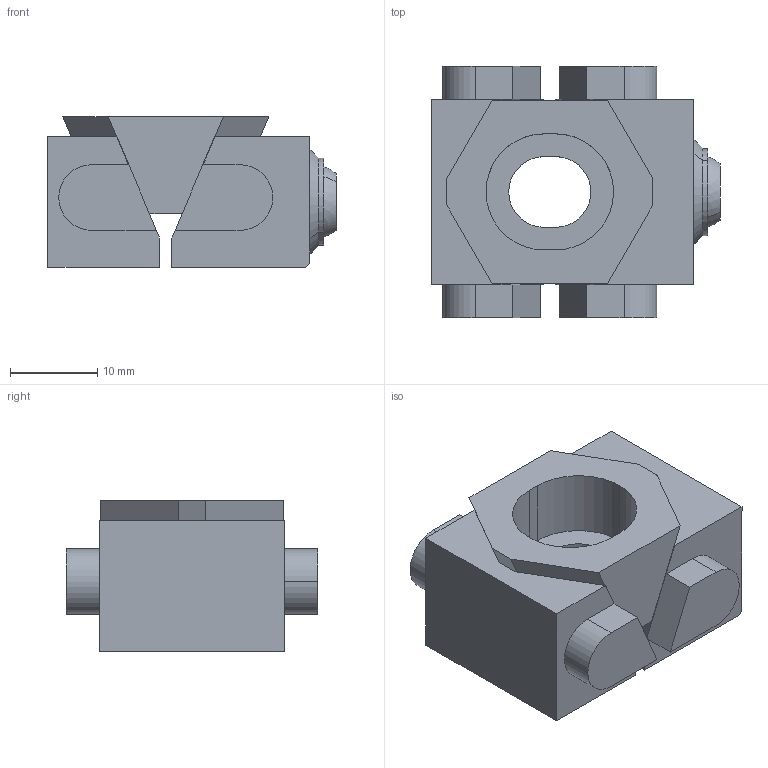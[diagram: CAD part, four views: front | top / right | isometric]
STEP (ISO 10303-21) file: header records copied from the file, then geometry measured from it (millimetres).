
FILE_DESCRIPTION (( 'STEP AP203' ), '1' );
FILE_NAME ('BK2-VT-SP.STEP', '2024-08-02T02:42:37', ( '' ), ( '' ), 'SwSTEP 2.0', 'SolidWorks 2022', '' );
FILE_SCHEMA (( 'CONFIG_CONTROL_DESIGN' ));
Length unit declared in the file: millimetre
Products named in the file (4): BK2-VT-SP_02; BK2-VT-SP; BK2-VT-SP_01; BK2-VT-SP_03
Assembly tree (3 placements, depth 2):
  BK2-VT-SP
    BK2-VT-SP_01
    BK2-VT-SP_02
    BK2-VT-SP_03
Bounding box: 33 x 28.8 x 17.27 mm (x, y, z)
Volume: 9222.9 mm3; surface area: 5216.4 mm2
Topology: 3 solids, 3 shells, 74 faces, 185 edges, 120 vertices
Faces by surface type: plane 54, cylinder 16, sphere 2, cone 2
Entity records: 2607 total; most frequent: DIRECTION 385, CARTESIAN_POINT 385, ORIENTED_EDGE 370, EDGE_CURVE 185, VECTOR 145, LINE 145, AXIS2_PLACEMENT_3D 120, VERTEX_POINT 120
